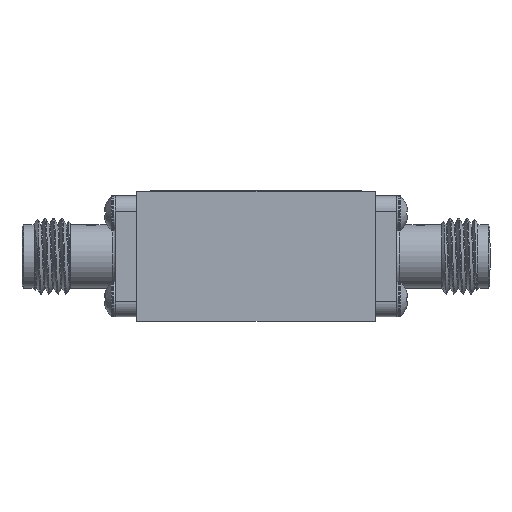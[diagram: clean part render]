
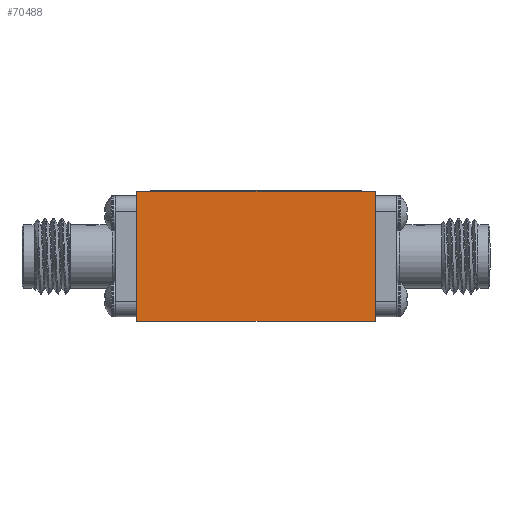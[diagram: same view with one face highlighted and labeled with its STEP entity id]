
A CAD part, left-side view. The second image highlights one B-rep face of the part: STEP entity #70488.
In plain terms, the highlighted planar face has unit normal (-1, 0, 0).
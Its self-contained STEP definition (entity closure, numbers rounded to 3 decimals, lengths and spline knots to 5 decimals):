
#146 = CARTESIAN_POINT ( 'NONE',  ( -0.61, -0.395, 0.215 ) ) ;
#3863 = DIRECTION ( 'NONE',  ( 0., -1., 0. ) ) ;
#6337 = EDGE_CURVE ( 'NONE', #31312, #63909, #26080, .T. ) ;
#7109 = DIRECTION ( 'NONE',  ( 0., 0., -1. ) ) ;
#9136 = CARTESIAN_POINT ( 'NONE',  ( -0.61, 0.395, -0.215 ) ) ;
#11288 = CARTESIAN_POINT ( 'NONE',  ( -0.61, -0.395, 0.215 ) ) ;
#13638 = EDGE_CURVE ( 'NONE', #31312, #72280, #79310, .T. ) ;
#16083 = CARTESIAN_POINT ( 'NONE',  ( -0.61, -0.395, 0.215 ) ) ;
#18875 = DIRECTION ( 'NONE',  ( 0., 0., -1. ) ) ;
#19015 = LINE ( 'NONE', #146, #69766 ) ;
#19460 = DIRECTION ( 'NONE',  ( 1., 0., 0. ) ) ;
#25177 = PLANE ( 'NONE',  #44879 ) ;
#26080 = LINE ( 'NONE', #45295, #58356 ) ;
#28046 = ORIENTED_EDGE ( 'NONE', *, *, #6337, .F. ) ;
#30631 = DIRECTION ( 'NONE',  ( 0., 0., -1. ) ) ;
#31312 = VERTEX_POINT ( 'NONE', #46560 ) ;
#33416 = CARTESIAN_POINT ( 'NONE',  ( -0.61, 0.395, 0.215 ) ) ;
#41266 = ORIENTED_EDGE ( 'NONE', *, *, #42970, .T. ) ;
#42970 = EDGE_CURVE ( 'NONE', #72280, #69580, #61479, .T. ) ;
#43662 = ORIENTED_EDGE ( 'NONE', *, *, #51779, .F. ) ;
#44879 = AXIS2_PLACEMENT_3D ( 'NONE', #11288, #19460, #18875 ) ;
#45295 = CARTESIAN_POINT ( 'NONE',  ( -0.61, -0.395, 0.215 ) ) ;
#46560 = CARTESIAN_POINT ( 'NONE',  ( -0.61, 0.395, 0.215 ) ) ;
#51779 = EDGE_CURVE ( 'NONE', #63909, #69580, #19015, .T. ) ;
#57979 = ORIENTED_EDGE ( 'NONE', *, *, #13638, .T. ) ;
#58356 = VECTOR ( 'NONE', #80034, 39.37008 ) ;
#60009 = CARTESIAN_POINT ( 'NONE',  ( -0.61, -0.395, -0.215 ) ) ;
#61479 = LINE ( 'NONE', #60009, #63680 ) ;
#63680 = VECTOR ( 'NONE', #3863, 39.37008 ) ;
#63909 = VERTEX_POINT ( 'NONE', #16083 ) ;
#64563 = EDGE_LOOP ( 'NONE', ( #41266, #43662, #28046, #57979 ) ) ;
#68482 = VECTOR ( 'NONE', #30631, 39.37008 ) ;
#69580 = VERTEX_POINT ( 'NONE', #82639 ) ;
#69766 = VECTOR ( 'NONE', #7109, 39.37008 ) ;
#70488 = ADVANCED_FACE ( 'NONE', ( #82367 ), #25177, .F. ) ;
#72280 = VERTEX_POINT ( 'NONE', #9136 ) ;
#79310 = LINE ( 'NONE', #33416, #68482 ) ;
#80034 = DIRECTION ( 'NONE',  ( 0., -1., 0. ) ) ;
#82367 = FACE_OUTER_BOUND ( 'NONE', #64563, .T. ) ;
#82639 = CARTESIAN_POINT ( 'NONE',  ( -0.61, -0.395, -0.215 ) ) ;
